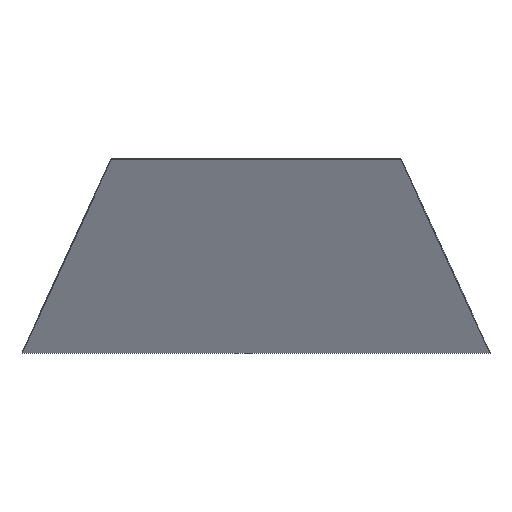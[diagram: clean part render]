
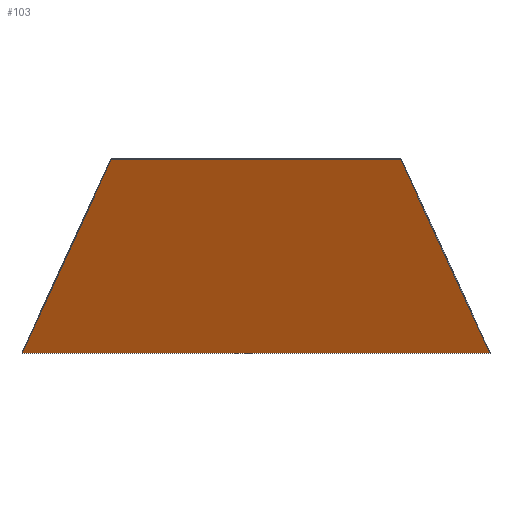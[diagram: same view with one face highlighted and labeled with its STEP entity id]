
A CAD part, left-side view. The second image highlights one B-rep face of the part: STEP entity #103.
In plain terms, the highlighted planar face has unit normal (-0.913, 0, -0.407).
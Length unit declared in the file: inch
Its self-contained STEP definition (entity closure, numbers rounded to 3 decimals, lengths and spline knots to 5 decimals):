
#17=FACE_OUTER_BOUND('',#23,.T.);
#23=EDGE_LOOP('',(#76,#77,#78,#79));
#28=LINE('',#152,#40);
#32=LINE('',#160,#44);
#33=LINE('',#162,#45);
#34=LINE('',#163,#46);
#40=VECTOR('',#126,42.);
#44=VECTOR('',#132,20.5971);
#45=VECTOR('',#133,26.);
#46=VECTOR('',#134,20.5971);
#52=VERTEX_POINT('',#150);
#53=VERTEX_POINT('',#151);
#56=VERTEX_POINT('',#159);
#57=VERTEX_POINT('',#161);
#60=EDGE_CURVE('',#52,#53,#28,.T.);
#64=EDGE_CURVE('',#56,#52,#32,.T.);
#65=EDGE_CURVE('',#57,#56,#33,.T.);
#66=EDGE_CURVE('',#53,#57,#34,.T.);
#76=ORIENTED_EDGE('',*,*,#60,.F.);
#77=ORIENTED_EDGE('',*,*,#64,.F.);
#78=ORIENTED_EDGE('',*,*,#65,.F.);
#79=ORIENTED_EDGE('',*,*,#66,.F.);
#97=PLANE('',#117);
#103=ADVANCED_FACE('',(#17),#97,.F.);
#117=AXIS2_PLACEMENT_3D('',#158,#130,#131);
#126=DIRECTION('',(0.,1.,0.));
#130=DIRECTION('center_axis',(0.914,0.,0.407));
#131=DIRECTION('ref_axis',(0.,1.,0.));
#132=DIRECTION('',(0.375,-0.388,-0.842));
#133=DIRECTION('',(0.,-1.,0.));
#134=DIRECTION('',(-0.375,-0.388,0.842));
#150=CARTESIAN_POINT('',(21.13703,-21.,55.06101));
#151=CARTESIAN_POINT('',(21.13703,21.,55.06101));
#152=CARTESIAN_POINT('',(21.13703,-21.,55.06101));
#158=CARTESIAN_POINT('Origin',(17.50933,0.,63.20895));
#159=CARTESIAN_POINT('',(13.41717,-13.,72.4001));
#160=CARTESIAN_POINT('',(13.41717,-13.,72.4001));
#161=CARTESIAN_POINT('',(13.41717,13.,72.4001));
#162=CARTESIAN_POINT('',(13.41717,13.,72.4001));
#163=CARTESIAN_POINT('',(21.13703,21.,55.06101));
